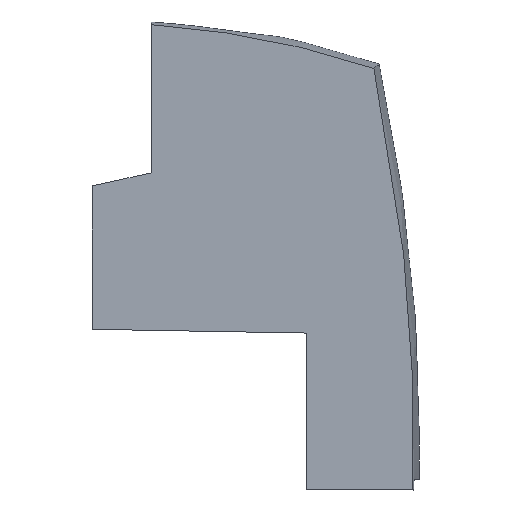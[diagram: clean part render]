
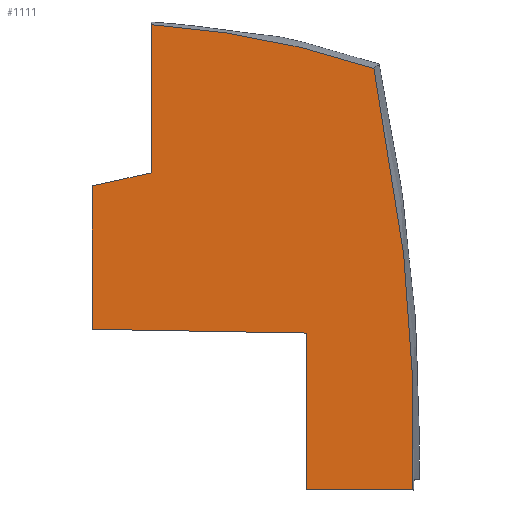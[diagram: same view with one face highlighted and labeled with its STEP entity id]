
A CAD part, front view. The second image highlights one B-rep face of the part: STEP entity #1111.
In plain terms, the highlighted planar face has unit normal (0, -1, 0).
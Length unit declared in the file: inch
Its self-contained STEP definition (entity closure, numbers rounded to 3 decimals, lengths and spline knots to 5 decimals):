
#55 = CARTESIAN_POINT ( 'NONE',  ( -18.4088, 33.64772, -37.17592 ) ) ;
#83 = DIRECTION ( 'NONE',  ( 0., 0., 1. ) ) ;
#147 = EDGE_CURVE ( 'NONE', #2271, #2119, #436, .T. ) ;
#160 = EDGE_CURVE ( 'NONE', #2119, #2713, #441, .T. ) ;
#165 = CARTESIAN_POINT ( 'NONE',  ( -20.10447, 33.64772, -37.44661 ) ) ;
#174 = FACE_OUTER_BOUND ( 'NONE', #1647, .T. ) ;
#207 = CARTESIAN_POINT ( 'NONE',  ( -18.4088, 33.64772, -37.17592 ) ) ;
#208 = CARTESIAN_POINT ( 'NONE',  ( -20.10447, 33.64772, -38.748 ) ) ;
#219 = EDGE_CURVE ( 'NONE', #2713, #613, #399, .T. ) ;
#220 = CARTESIAN_POINT ( 'NONE',  ( -18.31877, 33.64772, -37.59462 ) ) ;
#235 = AXIS2_PLACEMENT_3D ( 'NONE', #1939, #1881, #1865 ) ;
#264 = EDGE_CURVE ( 'NONE', #613, #3144, #421, .T. ) ;
#288 = VECTOR ( 'NONE', #2229, 39.37008 ) ;
#299 = LINE ( 'NONE', #3596, #288 ) ;
#304 = LINE ( 'NONE', #3592, #314 ) ;
#314 = VECTOR ( 'NONE', #3603, 39.37008 ) ;
#325 = EDGE_CURVE ( 'NONE', #3148, #1498, #336, .T. ) ;
#336 = LINE ( 'NONE', #3757, #355 ) ;
#355 = VECTOR ( 'NONE', #3772, 39.37008 ) ;
#381 = CARTESIAN_POINT ( 'NONE',  ( -20.10447, 33.64772, -37.88362 ) ) ;
#399 = LINE ( 'NONE', #1569, #412 ) ;
#412 = VECTOR ( 'NONE', #1508, 39.37008 ) ;
#416 = VECTOR ( 'NONE', #1993, 39.37008 ) ;
#421 = CIRCLE ( 'NONE', #947, 5.35925 ) ;
#424 = VECTOR ( 'NONE', #83, 39.37008 ) ;
#431 = EDGE_CURVE ( 'NONE', #1498, #1879, #304, .T. ) ;
#436 = LINE ( 'NONE', #165, #424 ) ;
#441 = LINE ( 'NONE', #1683, #416 ) ;
#481 = EDGE_CURVE ( 'NONE', #1879, #2271, #299, .T. ) ;
#564 = EDGE_CURVE ( 'NONE', #3144, #3148, #994, .T. ) ;
#613 = VERTEX_POINT ( 'NONE', #3204 ) ;
#698 = ORIENTED_EDGE ( 'NONE', *, *, #431, .F. ) ;
#712 = ORIENTED_EDGE ( 'NONE', *, *, #325, .F. ) ;
#724 = ORIENTED_EDGE ( 'NONE', *, *, #564, .F. ) ;
#747 = ORIENTED_EDGE ( 'NONE', *, *, #219, .F. ) ;
#756 = ORIENTED_EDGE ( 'NONE', *, *, #160, .F. ) ;
#771 = ORIENTED_EDGE ( 'NONE', *, *, #147, .F. ) ;
#802 = DIRECTION ( 'NONE',  ( 0., 0., 1. ) ) ;
#811 = DIRECTION ( 'NONE',  ( 0., 1., 0. ) ) ;
#874 = ORIENTED_EDGE ( 'NONE', *, *, #481, .F. ) ;
#947 = AXIS2_PLACEMENT_3D ( 'NONE', #966, #811, #802 ) ;
#966 = CARTESIAN_POINT ( 'NONE',  ( -20.10447, 33.64772, -42.25984 ) ) ;
#994 = B_SPLINE_CURVE_WITH_KNOTS ( 'NONE', 3,
 ( #207, #220, #3296, #3283, #3275 ),
 .UNSPECIFIED., .F., .F.,
 ( 4, 1, 4 ),
 ( 0., 0.0324, 0.0648 ),
 .UNSPECIFIED. ) ;
#1111 = ADVANCED_FACE ( 'NONE', ( #174 ), #1906, .F. ) ;
#1215 = CARTESIAN_POINT ( 'NONE',  ( -18.81706, 33.64772, -38.77047 ) ) ;
#1498 = VERTEX_POINT ( 'NONE', #3048 ) ;
#1508 = DIRECTION ( 'NONE',  ( 0., 0., 1. ) ) ;
#1569 = CARTESIAN_POINT ( 'NONE',  ( -19.75014, 33.64772, -37.44661 ) ) ;
#1647 = EDGE_LOOP ( 'NONE', ( #698, #712, #724, #2592, #747, #756, #771, #874 ) ) ;
#1683 = CARTESIAN_POINT ( 'NONE',  ( -20.10447, 33.64772, -37.88362 ) ) ;
#1865 = DIRECTION ( 'NONE',  ( 0., 0., 1. ) ) ;
#1879 = VERTEX_POINT ( 'NONE', #1215 ) ;
#1881 = DIRECTION ( 'NONE',  ( 0., 1., 0. ) ) ;
#1906 = PLANE ( 'NONE',  #235 ) ;
#1939 = CARTESIAN_POINT ( 'NONE',  ( -18.14777, 33.64772, -37.44661 ) ) ;
#1993 = DIRECTION ( 'NONE',  ( 0.976, 0., 0.217 ) ) ;
#2119 = VERTEX_POINT ( 'NONE', #381 ) ;
#2229 = DIRECTION ( 'NONE',  ( -1., 0., 0.017 ) ) ;
#2271 = VERTEX_POINT ( 'NONE', #208 ) ;
#2592 = ORIENTED_EDGE ( 'NONE', *, *, #264, .F. ) ;
#2713 = VERTEX_POINT ( 'NONE', #3689 ) ;
#3048 = CARTESIAN_POINT ( 'NONE',  ( -18.81706, 33.64772, -39.71629 ) ) ;
#3089 = CARTESIAN_POINT ( 'NONE',  ( -18.1745, 33.64772, -39.71629 ) ) ;
#3144 = VERTEX_POINT ( 'NONE', #55 ) ;
#3148 = VERTEX_POINT ( 'NONE', #3089 ) ;
#3204 = CARTESIAN_POINT ( 'NONE',  ( -19.75014, 33.64772, -36.91232 ) ) ;
#3275 = CARTESIAN_POINT ( 'NONE',  ( -18.1745, 33.64772, -39.71629 ) ) ;
#3283 = CARTESIAN_POINT ( 'NONE',  ( -18.16257, 33.64772, -39.2882 ) ) ;
#3296 = CARTESIAN_POINT ( 'NONE',  ( -18.19024, 33.64772, -38.43675 ) ) ;
#3592 = CARTESIAN_POINT ( 'NONE',  ( -18.81706, 33.64772, -37.44661 ) ) ;
#3596 = CARTESIAN_POINT ( 'NONE',  ( -18.81706, 33.64772, -38.77047 ) ) ;
#3603 = DIRECTION ( 'NONE',  ( 0., 0., 1. ) ) ;
#3689 = CARTESIAN_POINT ( 'NONE',  ( -19.75014, 33.64772, -37.80488 ) ) ;
#3757 = CARTESIAN_POINT ( 'NONE',  ( -18.14777, 33.64772, -39.71629 ) ) ;
#3772 = DIRECTION ( 'NONE',  ( -1., 0., 0. ) ) ;
